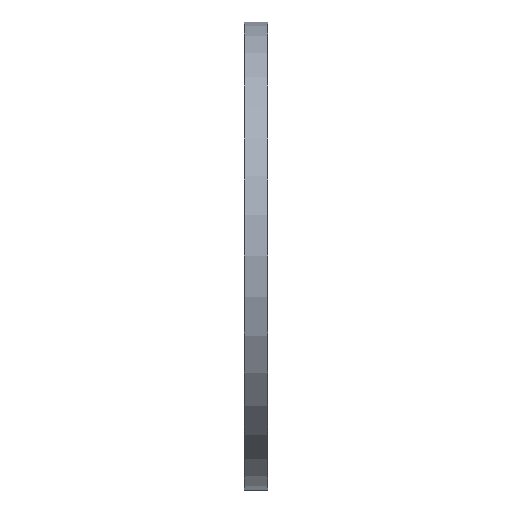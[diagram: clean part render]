
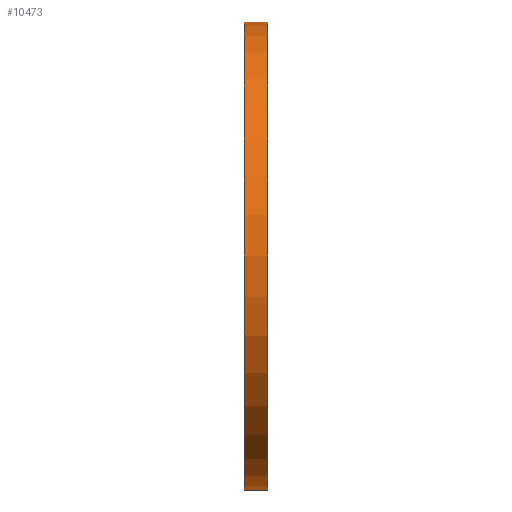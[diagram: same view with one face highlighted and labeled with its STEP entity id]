
A CAD part, left-side view. The second image highlights one B-rep face of the part: STEP entity #10473.
In plain terms, the highlighted cylindrical face has radius 60 mm (diameter 120 mm), a partial arc.
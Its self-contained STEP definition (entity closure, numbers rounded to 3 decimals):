
#107 = CARTESIAN_POINT ( 'NONE',  ( 0., 6., 60. ) ) ;
#329 = FACE_OUTER_BOUND ( 'NONE', #7073, .T. ) ;
#707 = VERTEX_POINT ( 'NONE', #4491 ) ;
#1228 = EDGE_CURVE ( 'NONE', #707, #13043, #11335, .T. ) ;
#1704 = AXIS2_PLACEMENT_3D ( 'NONE', #5892, #10327, #4645 ) ;
#2317 = VECTOR ( 'NONE', #5514, 1000. ) ;
#2410 = CARTESIAN_POINT ( 'NONE',  ( 0., 6., 0. ) ) ;
#2494 = DIRECTION ( 'NONE',  ( 0., -1., 0. ) ) ;
#2822 = AXIS2_PLACEMENT_3D ( 'NONE', #2410, #3555, #5857 ) ;
#3407 = LINE ( 'NONE', #8135, #11685 ) ;
#3437 = EDGE_CURVE ( 'NONE', #13043, #4912, #3407, .T. ) ;
#3475 = ORIENTED_EDGE ( 'NONE', *, *, #9495, .T. ) ;
#3555 = DIRECTION ( 'NONE',  ( 0., 1., 0. ) ) ;
#4491 = CARTESIAN_POINT ( 'NONE',  ( 0., 6., -60. ) ) ;
#4645 = DIRECTION ( 'NONE',  ( 0., 0., 1. ) ) ;
#4912 = VERTEX_POINT ( 'NONE', #12092 ) ;
#5514 = DIRECTION ( 'NONE',  ( 0., -1., 0. ) ) ;
#5857 = DIRECTION ( 'NONE',  ( 0., 0., 1. ) ) ;
#5892 = CARTESIAN_POINT ( 'NONE',  ( 0., 0., 0. ) ) ;
#6018 = AXIS2_PLACEMENT_3D ( 'NONE', #11485, #6954, #7011 ) ;
#6067 = LINE ( 'NONE', #11107, #2317 ) ;
#6612 = CYLINDRICAL_SURFACE ( 'NONE', #6018, 60. ) ;
#6954 = DIRECTION ( 'NONE',  ( 0., -1., 0. ) ) ;
#7011 = DIRECTION ( 'NONE',  ( 0., 0., -1. ) ) ;
#7073 = EDGE_LOOP ( 'NONE', ( #10102, #14258, #3475, #9263 ) ) ;
#8135 = CARTESIAN_POINT ( 'NONE',  ( 0., 6., 60. ) ) ;
#9263 = ORIENTED_EDGE ( 'NONE', *, *, #10447, .T. ) ;
#9495 = EDGE_CURVE ( 'NONE', #707, #13627, #6067, .T. ) ;
#9950 = CARTESIAN_POINT ( 'NONE',  ( 0., 0., -60. ) ) ;
#10102 = ORIENTED_EDGE ( 'NONE', *, *, #3437, .F. ) ;
#10327 = DIRECTION ( 'NONE',  ( 0., 1., 0. ) ) ;
#10447 = EDGE_CURVE ( 'NONE', #13627, #4912, #13971, .T. ) ;
#10473 = ADVANCED_FACE ( 'NONE', ( #329 ), #6612, .T. ) ;
#11107 = CARTESIAN_POINT ( 'NONE',  ( 0., 6., -60. ) ) ;
#11335 = CIRCLE ( 'NONE', #2822, 60. ) ;
#11485 = CARTESIAN_POINT ( 'NONE',  ( 0., 6., 0. ) ) ;
#11685 = VECTOR ( 'NONE', #2494, 1000. ) ;
#12092 = CARTESIAN_POINT ( 'NONE',  ( 0., 0., 60. ) ) ;
#13043 = VERTEX_POINT ( 'NONE', #107 ) ;
#13627 = VERTEX_POINT ( 'NONE', #9950 ) ;
#13971 = CIRCLE ( 'NONE', #1704, 60. ) ;
#14258 = ORIENTED_EDGE ( 'NONE', *, *, #1228, .F. ) ;
